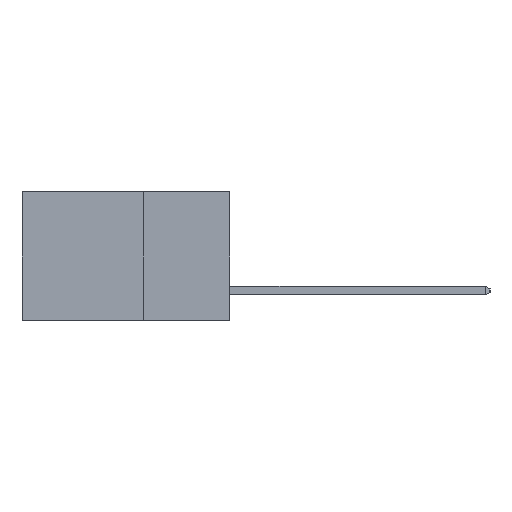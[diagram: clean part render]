
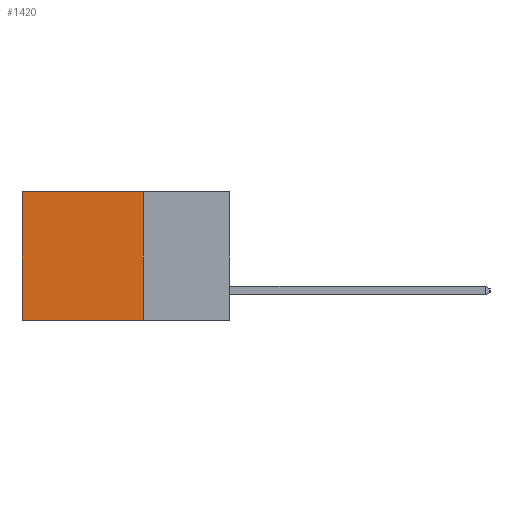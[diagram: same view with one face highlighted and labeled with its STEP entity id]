
A CAD part, left-side view. The second image highlights one B-rep face of the part: STEP entity #1420.
In plain terms, the highlighted planar face has unit normal (-1, 0, 0).
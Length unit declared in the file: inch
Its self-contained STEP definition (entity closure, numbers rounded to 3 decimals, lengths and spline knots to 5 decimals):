
#194 = VERTEX_POINT ( 'NONE', #10076 ) ;
#481 = DIRECTION ( 'NONE',  ( 0., 0., -1. ) ) ;
#556 = CARTESIAN_POINT ( 'NONE',  ( 0.2615, 0.25, -0.37 ) ) ;
#578 = DIRECTION ( 'NONE',  ( 0., 0., -1. ) ) ;
#915 = EDGE_LOOP ( 'NONE', ( #1671, #1121, #1502, #4126 ) ) ;
#1121 = ORIENTED_EDGE ( 'NONE', *, *, #3216, .F. ) ;
#1420 = ADVANCED_FACE ( 'NONE', ( #6485 ), #9093, .F. ) ;
#1502 = ORIENTED_EDGE ( 'NONE', *, *, #8283, .F. ) ;
#1671 = ORIENTED_EDGE ( 'NONE', *, *, #3742, .T. ) ;
#1932 = DIRECTION ( 'NONE',  ( 0., 0., -1. ) ) ;
#2963 = LINE ( 'NONE', #3174, #7141 ) ;
#3074 = CARTESIAN_POINT ( 'NONE',  ( 0.2615, 0.6, 0. ) ) ;
#3099 = CARTESIAN_POINT ( 'NONE',  ( 0.2615, 0.25, -0.37 ) ) ;
#3174 = CARTESIAN_POINT ( 'NONE',  ( 0.2615, 0.25, 0. ) ) ;
#3195 = DIRECTION ( 'NONE',  ( 0., 1., 0. ) ) ;
#3216 = EDGE_CURVE ( 'NONE', #6292, #194, #7825, .T. ) ;
#3742 = EDGE_CURVE ( 'NONE', #8435, #194, #4043, .T. ) ;
#3816 = CARTESIAN_POINT ( 'NONE',  ( 0.2615, 0.25, -0.37 ) ) ;
#4043 = LINE ( 'NONE', #5853, #10711 ) ;
#4126 = ORIENTED_EDGE ( 'NONE', *, *, #5848, .T. ) ;
#5848 = EDGE_CURVE ( 'NONE', #10354, #8435, #2963, .T. ) ;
#5853 = CARTESIAN_POINT ( 'NONE',  ( 0.2615, 0.6, -0.37 ) ) ;
#6292 = VERTEX_POINT ( 'NONE', #3816 ) ;
#6297 = DIRECTION ( 'NONE',  ( 0., 1., 0. ) ) ;
#6317 = VECTOR ( 'NONE', #578, 39.37008 ) ;
#6352 = DIRECTION ( 'NONE',  ( 1., 0., 0. ) ) ;
#6485 = FACE_OUTER_BOUND ( 'NONE', #915, .T. ) ;
#7141 = VECTOR ( 'NONE', #3195, 39.37008 ) ;
#7446 = CARTESIAN_POINT ( 'NONE',  ( 0.2615, 0.25, 0. ) ) ;
#7569 = VECTOR ( 'NONE', #6297, 39.37008 ) ;
#7825 = LINE ( 'NONE', #3099, #7569 ) ;
#7963 = CARTESIAN_POINT ( 'NONE',  ( 0.2615, 0.25, -0.37 ) ) ;
#8192 = AXIS2_PLACEMENT_3D ( 'NONE', #7963, #6352, #1932 ) ;
#8283 = EDGE_CURVE ( 'NONE', #10354, #6292, #8747, .T. ) ;
#8435 = VERTEX_POINT ( 'NONE', #3074 ) ;
#8747 = LINE ( 'NONE', #556, #6317 ) ;
#9093 = PLANE ( 'NONE',  #8192 ) ;
#10076 = CARTESIAN_POINT ( 'NONE',  ( 0.2615, 0.6, -0.37 ) ) ;
#10354 = VERTEX_POINT ( 'NONE', #7446 ) ;
#10711 = VECTOR ( 'NONE', #481, 39.37008 ) ;
